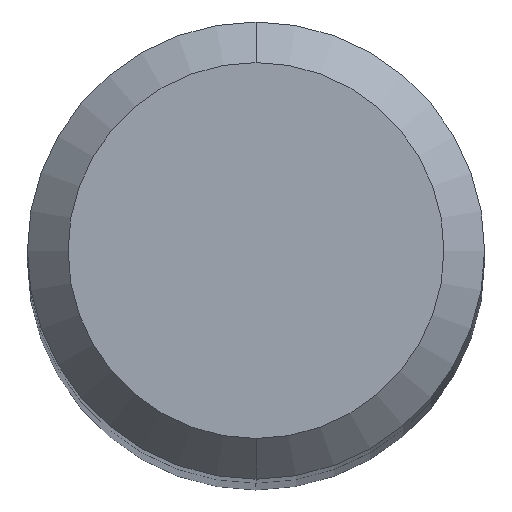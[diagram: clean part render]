
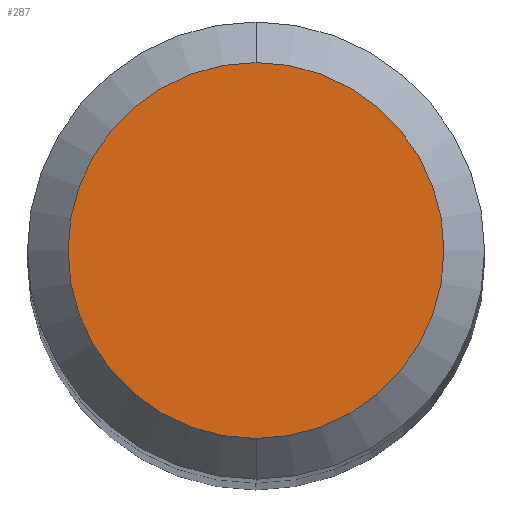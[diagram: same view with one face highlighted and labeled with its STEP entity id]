
A CAD part, top view. The second image highlights one B-rep face of the part: STEP entity #287.
In plain terms, the highlighted planar face has unit normal (0, 0, 1).
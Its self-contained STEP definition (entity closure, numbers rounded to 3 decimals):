
#17 = CARTESIAN_POINT ( 'NONE',  ( 0., 0., 125. ) ) ;
#18 = AXIS2_PLACEMENT_3D ( 'NONE', #248, #195, #27 ) ;
#27 = DIRECTION ( 'NONE',  ( 0., 1., 0. ) ) ;
#33 = DIRECTION ( 'NONE',  ( 0., 1., 0. ) ) ;
#86 = PLANE ( 'NONE',  #197 ) ;
#95 = CIRCLE ( 'NONE', #206, 3.7 ) ;
#104 = CARTESIAN_POINT ( 'NONE',  ( 0., 3.7, 125. ) ) ;
#106 = FACE_OUTER_BOUND ( 'NONE', #229, .T. ) ;
#108 = CARTESIAN_POINT ( 'NONE',  ( 0., -3.7, 125. ) ) ;
#133 = DIRECTION ( 'NONE',  ( 0., 0., -1. ) ) ;
#145 = EDGE_CURVE ( 'NONE', #308, #292, #95, .T. ) ;
#157 = ORIENTED_EDGE ( 'NONE', *, *, #145, .F. ) ;
#174 = ORIENTED_EDGE ( 'NONE', *, *, #224, .F. ) ;
#189 = DIRECTION ( 'NONE',  ( 0., 1., 0. ) ) ;
#195 = DIRECTION ( 'NONE',  ( 0., 0., -1. ) ) ;
#197 = AXIS2_PLACEMENT_3D ( 'NONE', #266, #133, #33 ) ;
#206 = AXIS2_PLACEMENT_3D ( 'NONE', #17, #215, #189 ) ;
#215 = DIRECTION ( 'NONE',  ( 0., 0., -1. ) ) ;
#224 = EDGE_CURVE ( 'NONE', #292, #308, #304, .T. ) ;
#229 = EDGE_LOOP ( 'NONE', ( #174, #157 ) ) ;
#248 = CARTESIAN_POINT ( 'NONE',  ( 0., 0., 125. ) ) ;
#266 = CARTESIAN_POINT ( 'NONE',  ( 0., 0., 125. ) ) ;
#287 = ADVANCED_FACE ( 'NONE', ( #106 ), #86, .F. ) ;
#292 = VERTEX_POINT ( 'NONE', #104 ) ;
#304 = CIRCLE ( 'NONE', #18, 3.7 ) ;
#308 = VERTEX_POINT ( 'NONE', #108 ) ;
